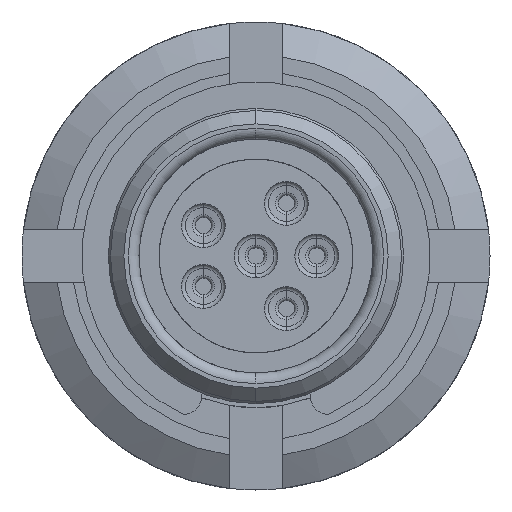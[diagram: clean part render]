
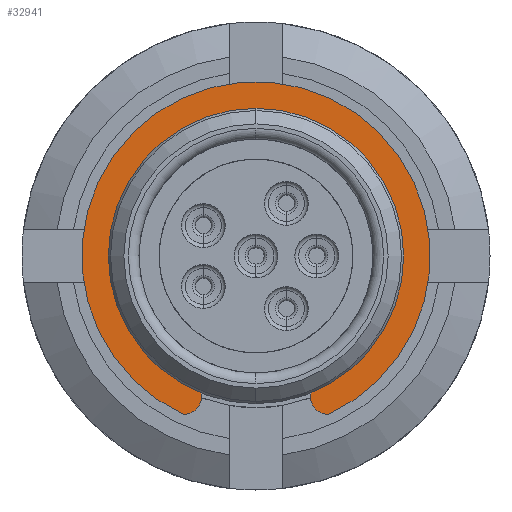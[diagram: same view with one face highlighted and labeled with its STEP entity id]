
A CAD part, left-side view. The second image highlights one B-rep face of the part: STEP entity #32941.
In plain terms, the highlighted planar face has unit normal (-1, 0, 0).
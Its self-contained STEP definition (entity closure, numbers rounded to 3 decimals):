
#382 = EDGE_CURVE ( 'NONE', #20864, #18751, #24659, .T. ) ;
#1289 = DIRECTION ( 'NONE',  ( 0., 0., -1. ) ) ;
#2393 = ORIENTED_EDGE ( 'NONE', *, *, #28485, .T. ) ;
#3936 = EDGE_CURVE ( 'NONE', #22417, #25048, #35227, .T. ) ;
#4566 = CIRCLE ( 'NONE', #19115, 5.334 ) ;
#4692 = CARTESIAN_POINT ( 'NONE',  ( 10.412, 2.731, -4.582 ) ) ;
#6470 = DIRECTION ( 'NONE',  ( 0., 0., -1. ) ) ;
#8619 = ORIENTED_EDGE ( 'NONE', *, *, #382, .F. ) ;
#9387 = CARTESIAN_POINT ( 'NONE',  ( 10.412, -2.73, -5.27 ) ) ;
#9977 = EDGE_LOOP ( 'NONE', ( #24023, #26979, #2393, #8619 ) ) ;
#10435 = DIRECTION ( 'NONE',  ( 1., 0., 0. ) ) ;
#12215 = DIRECTION ( 'NONE',  ( 1., 0., 0. ) ) ;
#12707 = DIRECTION ( 'NONE',  ( 0., 0., -1. ) ) ;
#12817 = PLANE ( 'NONE',  #29828 ) ;
#13581 = AXIS2_PLACEMENT_3D ( 'NONE', #19233, #16205, #35817 ) ;
#15972 = CARTESIAN_POINT ( 'NONE',  ( 10.412, 0., 0. ) ) ;
#16205 = DIRECTION ( 'NONE',  ( 1., 0., 0. ) ) ;
#16307 = CIRCLE ( 'NONE', #13581, 6.553 ) ;
#16869 = EDGE_CURVE ( 'NONE', #25048, #20864, #16307, .T. ) ;
#17815 = CARTESIAN_POINT ( 'NONE',  ( 10.412, 0., 0. ) ) ;
#18751 = VERTEX_POINT ( 'NONE', #27382 ) ;
#19115 = AXIS2_PLACEMENT_3D ( 'NONE', #17815, #32033, #1289 ) ;
#19233 = CARTESIAN_POINT ( 'NONE',  ( 10.412, 0., 0. ) ) ;
#20405 = DIRECTION ( 'NONE',  ( 1., 0., 0. ) ) ;
#20864 = VERTEX_POINT ( 'NONE', #23733 ) ;
#20920 = AXIS2_PLACEMENT_3D ( 'NONE', #23226, #12215, #31663 ) ;
#22417 = VERTEX_POINT ( 'NONE', #4692 ) ;
#23226 = CARTESIAN_POINT ( 'NONE',  ( 10.412, 2.731, -5.269 ) ) ;
#23733 = CARTESIAN_POINT ( 'NONE',  ( 10.412, -2.73, -5.957 ) ) ;
#24023 = ORIENTED_EDGE ( 'NONE', *, *, #16869, .F. ) ;
#24386 = FACE_OUTER_BOUND ( 'NONE', #9977, .T. ) ;
#24659 = CIRCLE ( 'NONE', #33385, 0.688 ) ;
#25048 = VERTEX_POINT ( 'NONE', #34299 ) ;
#26979 = ORIENTED_EDGE ( 'NONE', *, *, #3936, .F. ) ;
#27382 = CARTESIAN_POINT ( 'NONE',  ( 10.412, -2.73, -4.582 ) ) ;
#28485 = EDGE_CURVE ( 'NONE', #22417, #18751, #4566, .T. ) ;
#29828 = AXIS2_PLACEMENT_3D ( 'NONE', #15972, #10435, #12707 ) ;
#31663 = DIRECTION ( 'NONE',  ( 0., 0., -1. ) ) ;
#32033 = DIRECTION ( 'NONE',  ( 1., 0., 0. ) ) ;
#32941 = ADVANCED_FACE ( 'NONE', ( #24386 ), #12817, .F. ) ;
#33385 = AXIS2_PLACEMENT_3D ( 'NONE', #9387, #20405, #6470 ) ;
#34299 = CARTESIAN_POINT ( 'NONE',  ( 10.412, 2.731, -5.957 ) ) ;
#35227 = CIRCLE ( 'NONE', #20920, 0.688 ) ;
#35817 = DIRECTION ( 'NONE',  ( 0., 0., -1. ) ) ;
